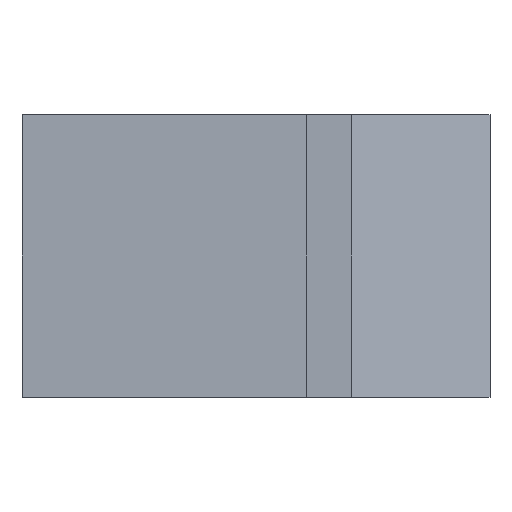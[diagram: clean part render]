
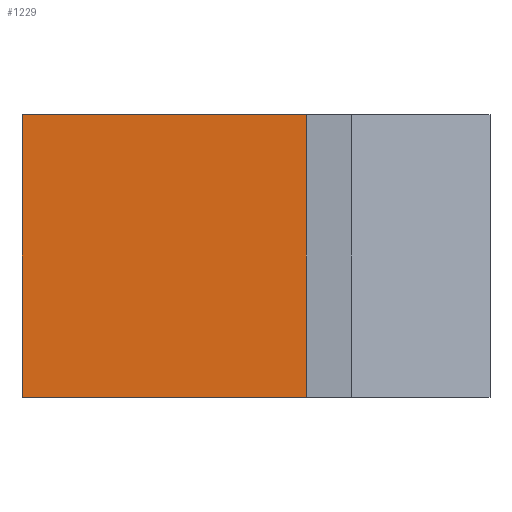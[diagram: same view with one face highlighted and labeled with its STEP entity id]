
A CAD part, front view. The second image highlights one B-rep face of the part: STEP entity #1229.
In plain terms, the highlighted planar face has unit normal (0, -1, 0).
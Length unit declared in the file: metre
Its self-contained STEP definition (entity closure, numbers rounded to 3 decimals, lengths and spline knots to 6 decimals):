
#344=ORIENTED_EDGE('',*,*,#529,.F.);
#345=ORIENTED_EDGE('',*,*,#438,.T.);
#346=ORIENTED_EDGE('',*,*,#358,.T.);
#347=ORIENTED_EDGE('',*,*,#428,.F.);
#358=EDGE_CURVE('',#531,#532,#646,.T.);
#428=EDGE_CURVE('',#597,#532,#716,.T.);
#438=EDGE_CURVE('',#602,#531,#726,.T.);
#529=EDGE_CURVE('',#602,#597,#817,.T.);
#531=VERTEX_POINT('',#1603);
#532=VERTEX_POINT('',#1604);
#597=VERTEX_POINT('',#1745);
#602=VERTEX_POINT('',#1763);
#646=LINE('',#1602,#819);
#716=LINE('',#1746,#889);
#726=LINE('',#1762,#899);
#817=LINE('',#1945,#990);
#819=VECTOR('',#1309,1.);
#889=VECTOR('',#1393,1.);
#899=VECTOR('',#1407,1.);
#990=VECTOR('',#1594,1.);
#1049=EDGE_LOOP('',(#344,#345,#346,#347));
#1109=FACE_BOUND('',#1049,.T.);
#1169=PLANE('',#1302);
#1229=ADVANCED_FACE('',(#1109),#1169,.F.);
#1302=AXIS2_PLACEMENT_3D('',#1944,#1592,#1593);
#1309=DIRECTION('',(0.,0.,1.));
#1393=DIRECTION('',(1.,0.,0.));
#1407=DIRECTION('',(1.,0.,0.));
#1592=DIRECTION('',(0.,1.,0.));
#1593=DIRECTION('',(-1.,0.,0.));
#1594=DIRECTION('',(0.,0.,1.));
#1602=CARTESIAN_POINT('',(-0.00835,0.033643,0.004308));
#1603=CARTESIAN_POINT('',(-0.00835,0.033643,0.001821));
#1604=CARTESIAN_POINT('',(-0.00835,0.033643,0.006795));
#1745=CARTESIAN_POINT('',(-0.01335,0.033643,0.006795));
#1746=CARTESIAN_POINT('',(-0.013352,0.033643,0.006795));
#1762=CARTESIAN_POINT('',(-0.013352,0.033643,0.001821));
#1763=CARTESIAN_POINT('',(-0.01335,0.033643,0.001821));
#1944=CARTESIAN_POINT('',(-0.013352,0.033643,0.004308));
#1945=CARTESIAN_POINT('',(-0.01335,0.033643,0.004308));
